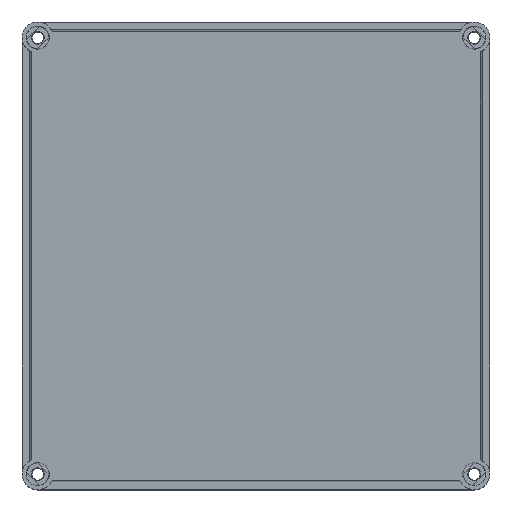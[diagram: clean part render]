
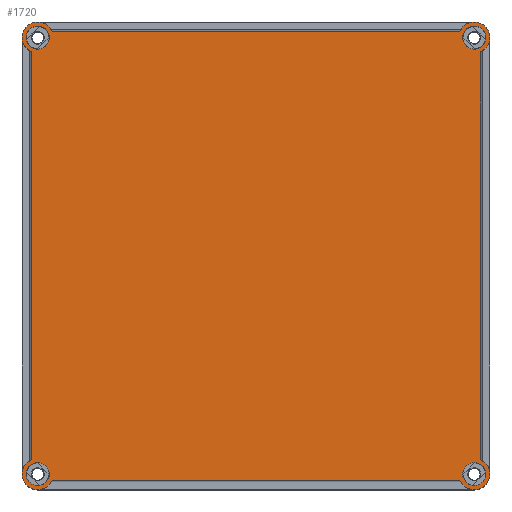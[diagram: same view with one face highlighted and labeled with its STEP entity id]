
A CAD part, top view. The second image highlights one B-rep face of the part: STEP entity #1720.
In plain terms, the highlighted face is planar.
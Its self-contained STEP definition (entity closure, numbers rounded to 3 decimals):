
#1720 = ADVANCED_FACE( '', ( #4621, #4622, #4623, #4624, #4625 ), #4626, .F. );
#4621 = FACE_OUTER_BOUND( '', #9113, .T. );
#4622 = FACE_BOUND( '', #9114, .T. );
#4623 = FACE_BOUND( '', #9115, .T. );
#4624 = FACE_BOUND( '', #9116, .T. );
#4625 = FACE_BOUND( '', #9117, .T. );
#4626 = PLANE( '', #9118 );
#9113 = EDGE_LOOP( '', ( #15108, #15109, #15110, #15111, #15112, #15113, #15114, #15115 ) );
#9114 = EDGE_LOOP( '', ( #15116 ) );
#9115 = EDGE_LOOP( '', ( #15117 ) );
#9116 = EDGE_LOOP( '', ( #15118 ) );
#9117 = EDGE_LOOP( '', ( #15119 ) );
#9118 = AXIS2_PLACEMENT_3D( '', #15120, #15121, #15122 );
#15108 = ORIENTED_EDGE( '', *, *, #26458, .F. );
#15109 = ORIENTED_EDGE( '', *, *, #26459, .T. );
#15110 = ORIENTED_EDGE( '', *, *, #26460, .F. );
#15111 = ORIENTED_EDGE( '', *, *, #26461, .F. );
#15112 = ORIENTED_EDGE( '', *, *, #25847, .F. );
#15113 = ORIENTED_EDGE( '', *, *, #26462, .F. );
#15114 = ORIENTED_EDGE( '', *, *, #26463, .F. );
#15115 = ORIENTED_EDGE( '', *, *, #26464, .F. );
#15116 = ORIENTED_EDGE( '', *, *, #26465, .T. );
#15117 = ORIENTED_EDGE( '', *, *, #26466, .T. );
#15118 = ORIENTED_EDGE( '', *, *, #26467, .T. );
#15119 = ORIENTED_EDGE( '', *, *, #26468, .T. );
#15120 = CARTESIAN_POINT( '', ( 0., 0., 0. ) );
#15121 = DIRECTION( '', ( 0., 0., 1. ) );
#15122 = DIRECTION( '', ( 1., 0., 0. ) );
#25847 = EDGE_CURVE( '', #30783, #30785, #30786, .T. );
#26458 = EDGE_CURVE( '', #31868, #31869, #31870, .T. );
#26459 = EDGE_CURVE( '', #31868, #31871, #31872, .T. );
#26460 = EDGE_CURVE( '', #31873, #31871, #31874, .T. );
#26461 = EDGE_CURVE( '', #30785, #31873, #31875, .T. );
#26462 = EDGE_CURVE( '', #31876, #30783, #31877, .T. );
#26463 = EDGE_CURVE( '', #31878, #31876, #31879, .T. );
#26464 = EDGE_CURVE( '', #31869, #31878, #31880, .T. );
#26465 = EDGE_CURVE( '', #31881, #31881, #31882, .T. );
#26466 = EDGE_CURVE( '', #31883, #31883, #31884, .T. );
#26467 = EDGE_CURVE( '', #31885, #31885, #31886, .T. );
#26468 = EDGE_CURVE( '', #31887, #31887, #31888, .T. );
#30783 = VERTEX_POINT( '', #38129 );
#30785 = VERTEX_POINT( '', #38131 );
#30786 = CIRCLE( '', #38132, 10. );
#31868 = VERTEX_POINT( '', #39818 );
#31869 = VERTEX_POINT( '', #39819 );
#31870 = CIRCLE( '', #39820, 10. );
#31871 = VERTEX_POINT( '', #39821 );
#31872 = LINE( '', #39822, #39823 );
#31873 = VERTEX_POINT( '', #39824 );
#31874 = CIRCLE( '', #39825, 10. );
#31875 = LINE( '', #39826, #39827 );
#31876 = VERTEX_POINT( '', #39828 );
#31877 = LINE( '', #39829, #39830 );
#31878 = VERTEX_POINT( '', #39831 );
#31879 = CIRCLE( '', #39832, 10. );
#31880 = LINE( '', #39833, #39834 );
#31881 = VERTEX_POINT( '', #39835 );
#31882 = CIRCLE( '', #39836, 7.398 );
#31883 = VERTEX_POINT( '', #39837 );
#31884 = CIRCLE( '', #39838, 7.381 );
#31885 = VERTEX_POINT( '', #39839 );
#31886 = CIRCLE( '', #39840, 7.398 );
#31887 = VERTEX_POINT( '', #39841 );
#31888 = CIRCLE( '', #39842, 7.398 );
#38129 = CARTESIAN_POINT( '', ( -130.823, 143.972, 0. ) );
#38131 = CARTESIAN_POINT( '', ( -144.072, 130.867, 0. ) );
#38132 = AXIS2_PLACEMENT_3D( '', #48976, #48977, #48978 );
#39818 = CARTESIAN_POINT( '', ( 130.823, -143.972, 0. ) );
#39819 = CARTESIAN_POINT( '', ( 143.972, -130.823, 0. ) );
#39820 = AXIS2_PLACEMENT_3D( '', #49773, #49774, #49775 );
#39821 = CARTESIAN_POINT( '', ( -130.823, -143.972, 0. ) );
#39822 = CARTESIAN_POINT( '', ( 140., -143.972, 0. ) );
#39823 = VECTOR( '', #49776, 1000. );
#39824 = CARTESIAN_POINT( '', ( -144.072, -130.867, 0. ) );
#39825 = AXIS2_PLACEMENT_3D( '', #49777, #49778, #49779 );
#39826 = CARTESIAN_POINT( '', ( -144.072, 140., 0. ) );
#39827 = VECTOR( '', #49780, 1000. );
#39828 = CARTESIAN_POINT( '', ( 130.823, 143.972, 0. ) );
#39829 = CARTESIAN_POINT( '', ( 140., 143.972, 0. ) );
#39830 = VECTOR( '', #49781, 1000. );
#39831 = CARTESIAN_POINT( '', ( 143.972, 130.823, 0. ) );
#39832 = AXIS2_PLACEMENT_3D( '', #49782, #49783, #49784 );
#39833 = CARTESIAN_POINT( '', ( 143.972, 0., 0. ) );
#39834 = VECTOR( '', #49785, 1000. );
#39835 = CARTESIAN_POINT( '', ( 147.398, -140., 0. ) );
#39836 = AXIS2_PLACEMENT_3D( '', #49786, #49787, #49788 );
#39837 = CARTESIAN_POINT( '', ( 147.381, 140., 0. ) );
#39838 = AXIS2_PLACEMENT_3D( '', #49789, #49790, #49791 );
#39839 = CARTESIAN_POINT( '', ( -132.602, 140., 0. ) );
#39840 = AXIS2_PLACEMENT_3D( '', #49792, #49793, #49794 );
#39841 = CARTESIAN_POINT( '', ( -132.602, -140., 0. ) );
#39842 = AXIS2_PLACEMENT_3D( '', #49795, #49796, #49797 );
#48976 = CARTESIAN_POINT( '', ( -140., 140., 0. ) );
#48977 = DIRECTION( '', ( 0., 0., 1. ) );
#48978 = DIRECTION( '', ( 1., 0., 0. ) );
#49773 = CARTESIAN_POINT( '', ( 140., -140., 0. ) );
#49774 = DIRECTION( '', ( 0., 0., 1. ) );
#49775 = DIRECTION( '', ( 1., 0., 0. ) );
#49776 = DIRECTION( '', ( -1., 0., 0. ) );
#49777 = CARTESIAN_POINT( '', ( -140., -140., 0. ) );
#49778 = DIRECTION( '', ( 0., 0., 1. ) );
#49779 = DIRECTION( '', ( 1., 0., 0. ) );
#49780 = DIRECTION( '', ( 0., -1., 0. ) );
#49781 = DIRECTION( '', ( -1., 0., 0. ) );
#49782 = CARTESIAN_POINT( '', ( 140., 140., 0. ) );
#49783 = DIRECTION( '', ( 0., 0., 1. ) );
#49784 = DIRECTION( '', ( 1., 0., 0. ) );
#49785 = DIRECTION( '', ( 0., 1., 0. ) );
#49786 = CARTESIAN_POINT( '', ( 140., -140., 0. ) );
#49787 = DIRECTION( '', ( 0., 0., 1. ) );
#49788 = DIRECTION( '', ( 1., 0., 0. ) );
#49789 = CARTESIAN_POINT( '', ( 140., 140., 0. ) );
#49790 = DIRECTION( '', ( 0., 0., 1. ) );
#49791 = DIRECTION( '', ( 1., 0., 0. ) );
#49792 = CARTESIAN_POINT( '', ( -140., 140., 0. ) );
#49793 = DIRECTION( '', ( 0., 0., 1. ) );
#49794 = DIRECTION( '', ( 1., 0., 0. ) );
#49795 = CARTESIAN_POINT( '', ( -140., -140., 0. ) );
#49796 = DIRECTION( '', ( 0., 0., 1. ) );
#49797 = DIRECTION( '', ( 1., 0., 0. ) );
